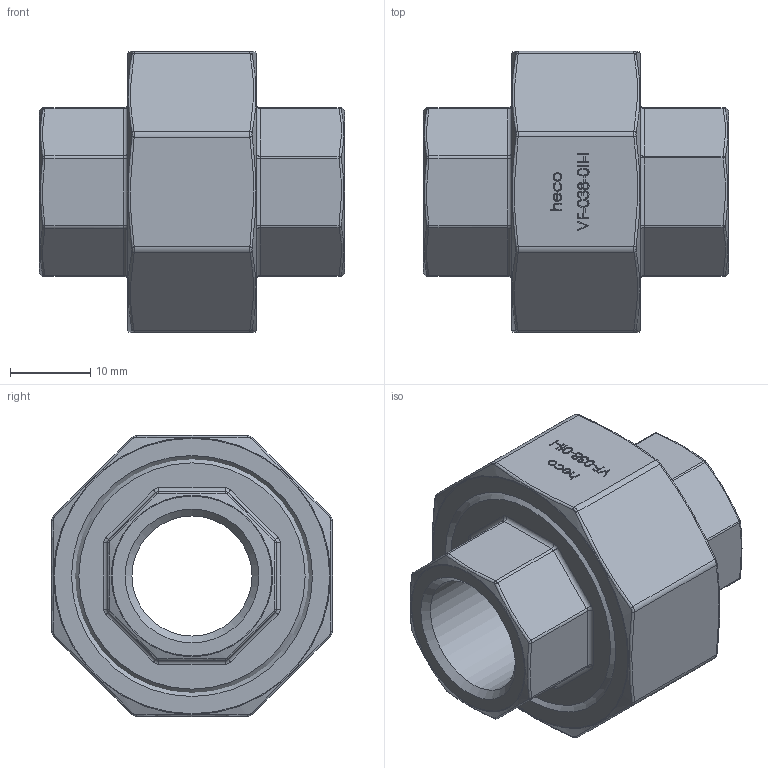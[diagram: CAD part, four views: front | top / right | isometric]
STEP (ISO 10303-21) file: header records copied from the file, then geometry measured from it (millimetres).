
FILE_DESCRIPTION (( 'STEP AP214' ), '1' );
FILE_NAME ('VK-038-0II-I Verschraubung konisch 2202.STEP', '2022-02-02T10:59:44', ( '' ), ( '' ), 'SwSTEP 2.0', 'SolidWorks 2019', '' );
FILE_SCHEMA (( 'AUTOMOTIVE_DESIGN' ));
Length unit declared in the file: millimetre
Products named in the file (1): VK-038-0II-I Verschraubung konisch 2202
Bounding box: 38 x 35 x 35 mm (x, y, z)
Volume: 16827.7 mm3; surface area: 10810.9 mm2
Topology: 3 solids, 3 shells, 360 faces, 857 edges, 531 vertices
Faces by surface type: bspline 140, plane 115, cylinder 49, torus 35, cone 13, sphere 8
Full cylindrical faces by diameter (mm): 14.95 x2, 17 x2, 25 x1, 25.3 x1, 28 x1, 28.38 x1, 30 x1
Entity records: 19579 total; most frequent: CARTESIAN_POINT 8410, ORIENTED_EDGE 1602, DIRECTION 1149, EDGE_CURVE 801, VERTEX_POINT 516, EDGE_LOOP 435, AXIS2_PLACEMENT_3D 407, FACE_OUTER_BOUND 388
